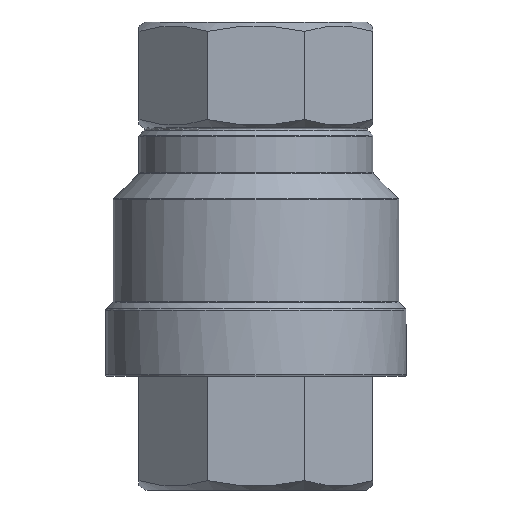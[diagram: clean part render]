
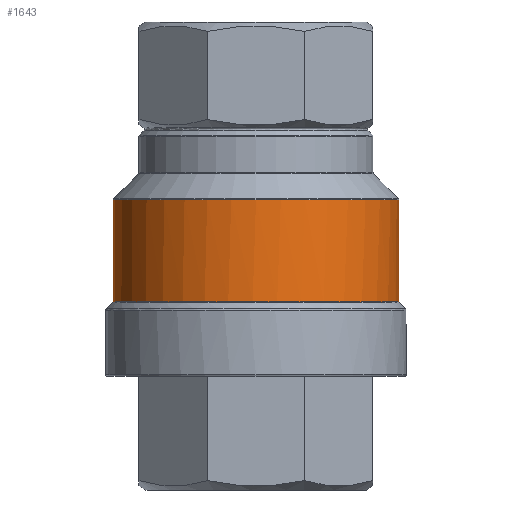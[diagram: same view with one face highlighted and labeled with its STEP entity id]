
A CAD part, front view. The second image highlights one B-rep face of the part: STEP entity #1643.
In plain terms, the highlighted cylindrical face has radius 42.75 mm (diameter 85.5 mm), a full revolution.
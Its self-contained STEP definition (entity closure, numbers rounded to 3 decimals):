
#290=B_SPLINE_CURVE_WITH_KNOTS('',3,(#2632,#2633,#2634,#2635,#2636,#2637,
#2638,#2639,#2640,#2641,#2642,#2643,#2644,#2645,#2646,#2647,#2648,#2649,
#2650,#2651,#2652,#2653,#2654,#2655,#2656,#2657,#2658,#2659),
 .UNSPECIFIED.,.F.,.F.,(4,1,1,1,1,1,1,1,1,1,1,1,1,1,1,1,1,1,1,1,1,1,1,1,
1,4),(0.011,0.016,0.021,0.024,
0.026,0.029,0.031,0.034,
0.036,0.039,0.041,0.044,
0.046,0.051,0.056,0.061,
0.066,0.069,0.071,0.074,
0.076,0.079,0.081,0.084,
0.086,0.091),.UNSPECIFIED.);
#534=ORIENTED_EDGE('',*,*,#941,.F.);
#535=ORIENTED_EDGE('',*,*,#942,.F.);
#536=ORIENTED_EDGE('',*,*,#943,.T.);
#941=EDGE_CURVE('',#1140,#1141,#1244,.T.);
#942=EDGE_CURVE('',#1141,#1140,#290,.T.);
#943=EDGE_CURVE('',#1142,#1142,#1245,.T.);
#1140=VERTEX_POINT('',#2630);
#1141=VERTEX_POINT('',#2631);
#1142=VERTEX_POINT('',#2661);
#1244=CIRCLE('',#1782,42.75);
#1245=CIRCLE('',#1783,42.75);
#1322=EDGE_LOOP('',(#534,#535));
#1323=EDGE_LOOP('',(#536));
#1476=FACE_BOUND('',#1322,.T.);
#1477=FACE_BOUND('',#1323,.T.);
#1597=CYLINDRICAL_SURFACE('',#1781,42.75);
#1643=ADVANCED_FACE('',(#1476,#1477),#1597,.T.);
#1781=AXIS2_PLACEMENT_3D('',#2628,#2070,#2071);
#1782=AXIS2_PLACEMENT_3D('',#2629,#2072,#2073);
#1783=AXIS2_PLACEMENT_3D('',#2660,#2074,#2075);
#2070=DIRECTION('',(0.,0.,-1.));
#2071=DIRECTION('',(-1.,0.,0.));
#2072=DIRECTION('',(0.,0.,-1.));
#2073=DIRECTION('',(-1.,0.,0.));
#2074=DIRECTION('',(0.,0.,-1.));
#2075=DIRECTION('',(-1.,0.,0.));
#2628=CARTESIAN_POINT('',(0.,0.,-69.));
#2629=CARTESIAN_POINT('',(0.,0.,-12.626));
#2630=CARTESIAN_POINT('',(10.23,41.508,-12.626));
#2631=CARTESIAN_POINT('',(-10.23,41.508,-12.626));
#2632=CARTESIAN_POINT('',(-10.23,41.508,-12.626));
#2633=CARTESIAN_POINT('',(-11.519,41.19,-11.581));
#2634=CARTESIAN_POINT('',(-13.755,40.511,-9.115));
#2635=CARTESIAN_POINT('',(-15.516,39.839,-5.321));
#2636=CARTESIAN_POINT('',(-16.191,39.566,-2.003));
#2637=CARTESIAN_POINT('',(-16.308,39.517,0.501));
#2638=CARTESIAN_POINT('',(-16.029,39.632,3.042));
#2639=CARTESIAN_POINT('',(-15.376,39.892,5.453));
#2640=CARTESIAN_POINT('',(-14.348,40.277,7.763));
#2641=CARTESIAN_POINT('',(-13.012,40.732,9.839));
#2642=CARTESIAN_POINT('',(-11.349,41.23,11.718));
#2643=CARTESIAN_POINT('',(-9.46,41.708,13.29));
#2644=CARTESIAN_POINT('',(-7.3,42.142,14.59));
#2645=CARTESIAN_POINT('',(-4.231,42.592,15.843));
#2646=CARTESIAN_POINT('',(-0.015,42.853,16.517));
#2647=CARTESIAN_POINT('',(5.032,42.546,15.724));
#2648=CARTESIAN_POINT('',(9.548,41.741,13.464));
#2649=CARTESIAN_POINT('',(12.55,40.889,10.55));
#2650=CARTESIAN_POINT('',(14.339,40.28,7.781));
#2651=CARTESIAN_POINT('',(15.369,39.895,5.473));
#2652=CARTESIAN_POINT('',(16.023,39.635,3.075));
#2653=CARTESIAN_POINT('',(16.307,39.518,0.531));
#2654=CARTESIAN_POINT('',(16.195,39.564,-1.973));
#2655=CARTESIAN_POINT('',(15.69,39.769,-4.472));
#2656=CARTESIAN_POINT('',(14.824,40.103,-6.81));
#2657=CARTESIAN_POINT('',(13.194,40.682,-9.74));
#2658=CARTESIAN_POINT('',(11.52,41.19,-11.58));
#2659=CARTESIAN_POINT('',(10.23,41.508,-12.626));
#2660=CARTESIAN_POINT('',(0.,0.,17.793));
#2661=CARTESIAN_POINT('',(-42.75,0.,17.793));
